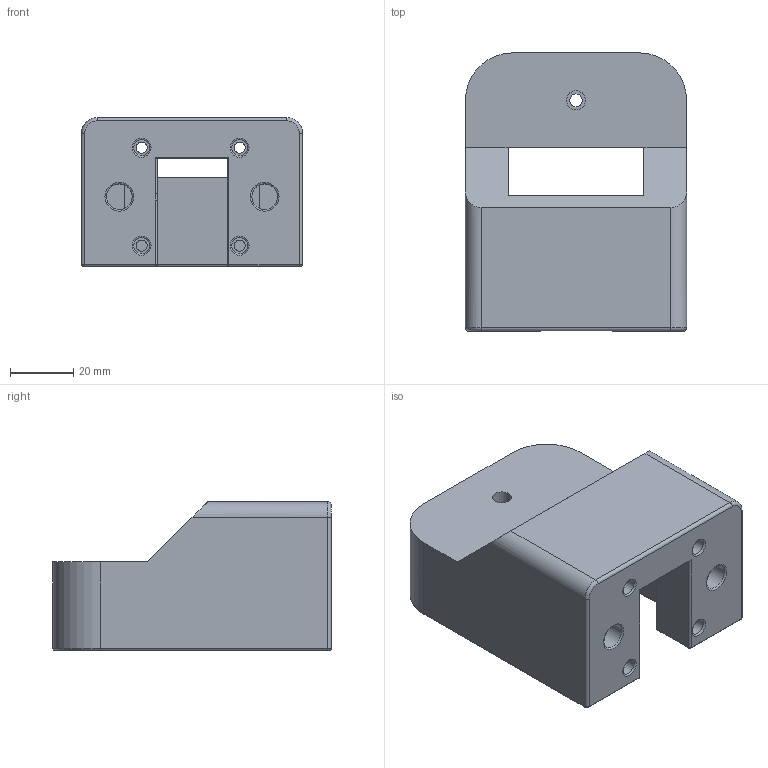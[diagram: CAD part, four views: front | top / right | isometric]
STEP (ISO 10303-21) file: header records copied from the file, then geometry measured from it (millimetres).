
FILE_DESCRIPTION(('FreeCAD Model'),'2;1');
FILE_NAME('Open CASCADE Shape Model','2023-05-15T18:11:47',(''),(''), 'Open CASCADE STEP processor 7.6','FreeCAD','Unknown');
FILE_SCHEMA(('AUTOMOTIVE_DESIGN { 1 0 10303 214 1 1 1 1 }'));
Length unit declared in the file: millimetre
Products named in the file (1): Body
Bounding box: 70 x 88 x 47 mm (x, y, z)
Volume: 135924.5 mm3; surface area: 31325.9 mm2
Topology: 1 solids, 1 shells, 84 faces, 205 edges, 122 vertices
Faces by surface type: cylinder 38, plane 29, torus 15, sphere 2
Full cylindrical faces by diameter (mm): 3.5 x4, 4 x1, 5 x4, 6 x1, 8.1 x2
Entity records: 5416 total; most frequent: CARTESIAN_POINT 1238, DIRECTION 821, LINE 440, VECTOR 440, ORIENTED_EDGE 406, PCURVE 406, DEFINITIONAL_REPRESENTATION 406, EDGE_CURVE 203
